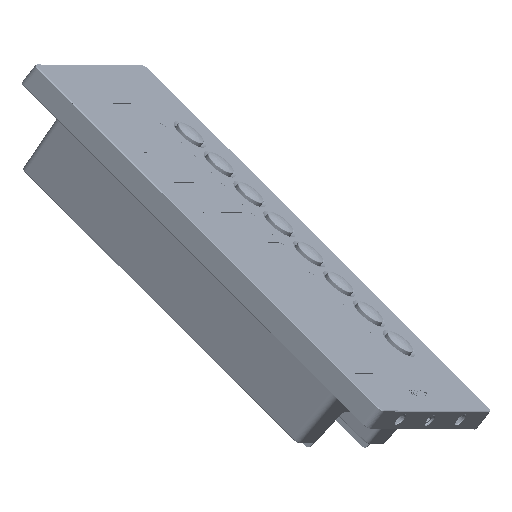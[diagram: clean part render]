
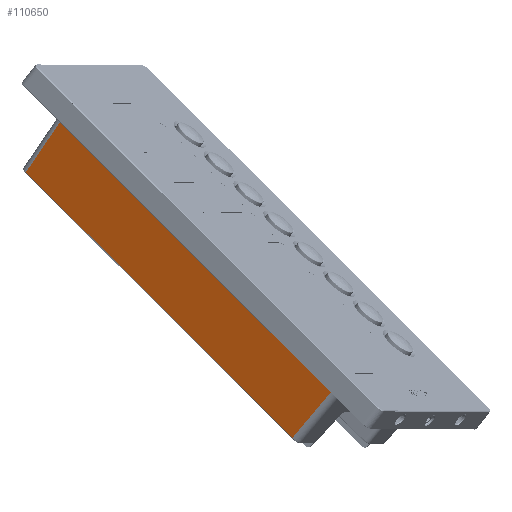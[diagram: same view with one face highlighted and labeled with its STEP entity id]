
A CAD part, isometric view. The second image highlights one B-rep face of the part: STEP entity #110650.
In plain terms, the highlighted face is planar.
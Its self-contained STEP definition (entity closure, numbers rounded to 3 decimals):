
#109012=CARTESIAN_POINT('Vertex',(438.094,0.,-183.41)) ;
#109015=CARTESIAN_POINT('Line Origine',(438.094,0.,-99.5)) ;
#109019=CARTESIAN_POINT('Vertex',(438.094,0.,-15.59)) ;
#110612=CARTESIAN_POINT('Vertex',(439.657,-29.826,-181.847)) ;
#110615=CARTESIAN_POINT('Line Origine',(441.884,-72.303,-179.621)) ;
#110627=CARTESIAN_POINT('Axis2P3D Location',(438.,1.8,-190.008)) ;
#110632=CARTESIAN_POINT('Line Origine',(439.657,-29.826,-99.5)) ;
#110636=CARTESIAN_POINT('Vertex',(439.657,-29.826,-17.153)) ;
#110639=CARTESIAN_POINT('Line Origine',(438.876,-14.913,-16.372)) ;
#109016=DIRECTION('Vector Direction',(0.,0.,-1.)) ;
#110616=DIRECTION('Vector Direction',(0.052,-0.997,0.052)) ;
#110628=DIRECTION('Axis2P3D Direction',(0.999,0.052,0.)) ;
#110629=DIRECTION('Axis2P3D XDirection',(0.,0.,-1.)) ;
#110633=DIRECTION('Vector Direction',(0.,0.,1.)) ;
#110640=DIRECTION('Vector Direction',(-0.052,0.997,0.052)) ;
#110630=AXIS2_PLACEMENT_3D('Plane Axis2P3D',#110627,#110628,#110629) ;
#110645=ORIENTED_EDGE('',*,*,#109021,.T.) ;
#110646=ORIENTED_EDGE('',*,*,#110619,.F.) ;
#110647=ORIENTED_EDGE('',*,*,#110638,.T.) ;
#110648=ORIENTED_EDGE('',*,*,#110643,.T.) ;
#109017=VECTOR('Line Direction',#109016,1.) ;
#110617=VECTOR('Line Direction',#110616,1.) ;
#110634=VECTOR('Line Direction',#110633,1.) ;
#110641=VECTOR('Line Direction',#110640,1.) ;
#110650=ADVANCED_FACE('1304\\1302\\1255\\MANIFOLD_SOLID_BREP #116043',(#110649),#110631,.F.) ;
#109021=EDGE_CURVE('',#109020,#109013,#109018,.T.) ;
#110619=EDGE_CURVE('',#110613,#109013,#110618,.F.) ;
#110638=EDGE_CURVE('',#110613,#110637,#110635,.T.) ;
#110643=EDGE_CURVE('',#110637,#109020,#110642,.T.) ;
#110644=EDGE_LOOP('',(#110645,#110646,#110647,#110648)) ;
#110649=FACE_OUTER_BOUND('',#110644,.T.) ;
#109018=LINE('Line',#109015,#109017) ;
#110618=LINE('Line',#110615,#110617) ;
#110635=LINE('Line',#110632,#110634) ;
#110642=LINE('Line',#110639,#110641) ;
#110631=PLANE('',#110630) ;
#109013=VERTEX_POINT('',#109012) ;
#109020=VERTEX_POINT('',#109019) ;
#110613=VERTEX_POINT('',#110612) ;
#110637=VERTEX_POINT('',#110636) ;
